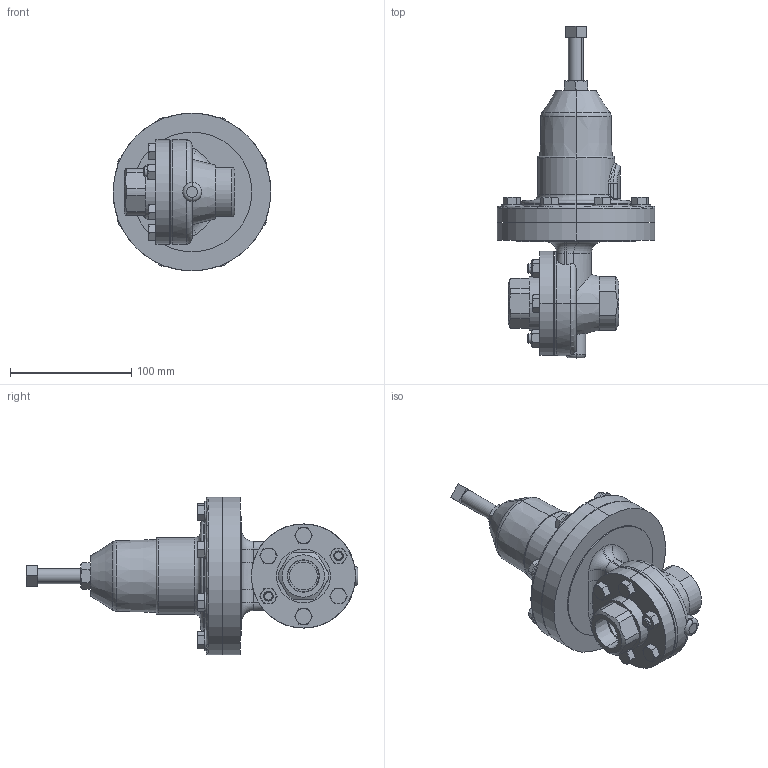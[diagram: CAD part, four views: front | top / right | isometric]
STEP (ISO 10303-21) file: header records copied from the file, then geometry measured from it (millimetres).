
FILE_DESCRIPTION (( 'STEP AP203' ), '1' );
FILE_NAME ('60-075-DI-PT.STEP', '2017-07-11T12:50:42', ( '' ), ( '' ), 'SwSTEP 2.0', 'SolidWorks 2014', '' );
FILE_SCHEMA (( 'CONFIG_CONTROL_DESIGN' ));
Length unit declared in the file: inch
Products named in the file (2): 60-075-DI-PT
Bounding box: 130.05 x 273.56 x 130.05 mm (x, y, z)
Volume: 946209.8 mm3; surface area: 110495.2 mm2
Topology: 1 solids, 1 shells, 433 faces, 1009 edges, 611 vertices
Faces by surface type: plane 167, cone 128, cylinder 101, torus 26, bspline 11
Entity records: 14380 total; most frequent: CARTESIAN_POINT 4566, ORIENTED_EDGE 2014, DIRECTION 2008, EDGE_CURVE 1007, AXIS2_PLACEMENT_3D 841, VERTEX_POINT 611, EDGE_LOOP 494, FACE_OUTER_BOUND 433
